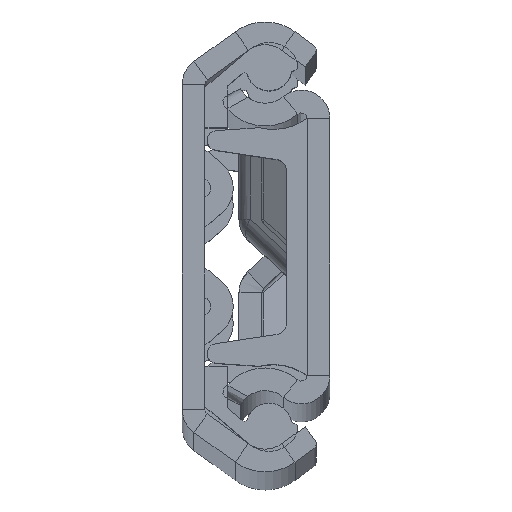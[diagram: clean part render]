
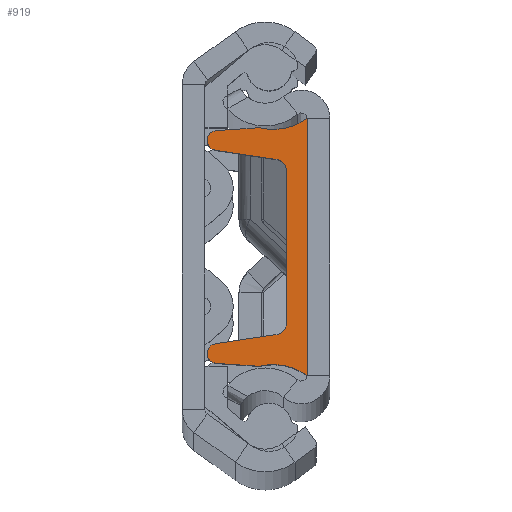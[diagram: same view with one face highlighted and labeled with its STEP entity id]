
A CAD part, top view. The second image highlights one B-rep face of the part: STEP entity #919.
In plain terms, the highlighted face is planar.
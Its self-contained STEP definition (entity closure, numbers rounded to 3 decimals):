
#71 = CARTESIAN_POINT ( 'NONE',  ( 6., -6.708, 2.8 ) ) ;
#132 = EDGE_CURVE ( 'NONE', #6371, #6342, #6176, .T. ) ;
#162 = AXIS2_PLACEMENT_3D ( 'NONE', #3884, #5378, #9424 ) ;
#258 = LINE ( 'NONE', #6805, #5397 ) ;
#440 = ORIENTED_EDGE ( 'NONE', *, *, #6335, .F. ) ;
#776 = EDGE_CURVE ( 'NONE', #4398, #5411, #8880, .T. ) ;
#794 = EDGE_LOOP ( 'NONE', ( #5045, #9628, #9286, #440, #5280, #8251, #2599, #948, #4895, #2144, #8715, #2895, #4848, #1514 ) ) ;
#837 = EDGE_CURVE ( 'NONE', #5544, #7894, #10213, .T. ) ;
#865 = EDGE_CURVE ( 'NONE', #5411, #8388, #7372, .T. ) ;
#902 = DIRECTION ( 'NONE',  ( 1., 0., 0. ) ) ;
#919 = ADVANCED_FACE ( 'NONE', ( #4711 ), #9601, .T. ) ;
#948 = ORIENTED_EDGE ( 'NONE', *, *, #1170, .T. ) ;
#1050 = EDGE_CURVE ( 'NONE', #4478, #5723, #5052, .T. ) ;
#1131 = AXIS2_PLACEMENT_3D ( 'NONE', #6053, #4511, #2924 ) ;
#1170 = EDGE_CURVE ( 'NONE', #8063, #4398, #9527, .T. ) ;
#1308 = CARTESIAN_POINT ( 'NONE',  ( 6., 10.734, 0.718 ) ) ;
#1380 = EDGE_CURVE ( 'NONE', #8388, #5723, #258, .T. ) ;
#1439 = VECTOR ( 'NONE', #9476, 1000. ) ;
#1464 = AXIS2_PLACEMENT_3D ( 'NONE', #5116, #8319, #4301 ) ;
#1514 = ORIENTED_EDGE ( 'NONE', *, *, #4470, .F. ) ;
#1997 = DIRECTION ( 'NONE',  ( 0., 0.067, 0.998 ) ) ;
#2060 = DIRECTION ( 'NONE',  ( 0., 0.149, -0.989 ) ) ;
#2144 = ORIENTED_EDGE ( 'NONE', *, *, #865, .T. ) ;
#2305 = CARTESIAN_POINT ( 'NONE',  ( 6., -8.51, 8.055 ) ) ;
#2331 = CARTESIAN_POINT ( 'NONE',  ( 6., -9.375, 8.8 ) ) ;
#2539 = CARTESIAN_POINT ( 'NONE',  ( 6., 7.697, 2.651 ) ) ;
#2599 = ORIENTED_EDGE ( 'NONE', *, *, #9296, .F. ) ;
#2612 = CARTESIAN_POINT ( 'NONE',  ( 6., 10.5, 4.216 ) ) ;
#2808 = AXIS2_PLACEMENT_3D ( 'NONE', #6210, #5362, #2973 ) ;
#2842 = CARTESIAN_POINT ( 'NONE',  ( 6., -10.734, 0.718 ) ) ;
#2895 = ORIENTED_EDGE ( 'NONE', *, *, #1050, .F. ) ;
#2924 = DIRECTION ( 'NONE',  ( 0., 0., -1. ) ) ;
#2954 = DIRECTION ( 'NONE',  ( 1., 0., 0. ) ) ;
#2973 = DIRECTION ( 'NONE',  ( 0., 0., -1. ) ) ;
#3229 = DIRECTION ( 'NONE',  ( 0., 0., -1. ) ) ;
#3274 = VECTOR ( 'NONE', #2060, 1000. ) ;
#3308 = CARTESIAN_POINT ( 'NONE',  ( 6., -10.248, 7.983 ) ) ;
#3334 = CARTESIAN_POINT ( 'NONE',  ( 6., 6.708, 1.8 ) ) ;
#3628 = VECTOR ( 'NONE', #9376, 1000. ) ;
#3757 = CARTESIAN_POINT ( 'NONE',  ( 6., 15.35, 3. ) ) ;
#3841 = CARTESIAN_POINT ( 'NONE',  ( 6., 11.35, 0. ) ) ;
#3884 = CARTESIAN_POINT ( 'NONE',  ( 6., 6.708, 2.8 ) ) ;
#3905 = DIRECTION ( 'NONE',  ( 0., 0., -1. ) ) ;
#4301 = DIRECTION ( 'NONE',  ( 0., 0., -1. ) ) ;
#4398 = VERTEX_POINT ( 'NONE', #9456 ) ;
#4445 = CARTESIAN_POINT ( 'NONE',  ( 6., 8.51, 8.055 ) ) ;
#4470 = EDGE_CURVE ( 'NONE', #7858, #8994, #5991, .T. ) ;
#4478 = VERTEX_POINT ( 'NONE', #3334 ) ;
#4511 = DIRECTION ( 'NONE',  ( 1., 0., 0. ) ) ;
#4639 = CARTESIAN_POINT ( 'NONE',  ( 6., -6.708, 1.8 ) ) ;
#4642 = DIRECTION ( 'NONE',  ( 0., -0.067, 0.998 ) ) ;
#4711 = FACE_OUTER_BOUND ( 'NONE', #794, .T. ) ;
#4813 = DIRECTION ( 'NONE',  ( 0., 0., -1. ) ) ;
#4848 = ORIENTED_EDGE ( 'NONE', *, *, #9618, .T. ) ;
#4895 = ORIENTED_EDGE ( 'NONE', *, *, #776, .T. ) ;
#4974 = CIRCLE ( 'NONE', #5149, 5. ) ;
#5045 = ORIENTED_EDGE ( 'NONE', *, *, #9228, .F. ) ;
#5052 = CIRCLE ( 'NONE', #162, 1. ) ;
#5064 = VECTOR ( 'NONE', #4642, 1000. ) ;
#5116 = CARTESIAN_POINT ( 'NONE',  ( 6., 9.375, 7.925 ) ) ;
#5149 = AXIS2_PLACEMENT_3D ( 'NONE', #3757, #2954, #7712 ) ;
#5191 = EDGE_CURVE ( 'NONE', #8847, #5544, #5717, .T. ) ;
#5280 = ORIENTED_EDGE ( 'NONE', *, *, #8857, .F. ) ;
#5362 = DIRECTION ( 'NONE',  ( 1., 0., 0. ) ) ;
#5378 = DIRECTION ( 'NONE',  ( 1., 0., 0. ) ) ;
#5397 = VECTOR ( 'NONE', #7636, 1000. ) ;
#5411 = VERTEX_POINT ( 'NONE', #6898 ) ;
#5544 = VERTEX_POINT ( 'NONE', #2331 ) ;
#5591 = DIRECTION ( 'NONE',  ( 0., 0., -1. ) ) ;
#5700 = VERTEX_POINT ( 'NONE', #8153 ) ;
#5717 = CIRCLE ( 'NONE', #8569, 0.875 ) ;
#5723 = VERTEX_POINT ( 'NONE', #2539 ) ;
#5873 = CARTESIAN_POINT ( 'NONE',  ( 6., -11.35, 0. ) ) ;
#5991 = CIRCLE ( 'NONE', #8500, 1. ) ;
#6053 = CARTESIAN_POINT ( 'NONE',  ( 6., -9.375, 7.925 ) ) ;
#6088 = LINE ( 'NONE', #9287, #3274 ) ;
#6176 = LINE ( 'NONE', #10214, #3628 ) ;
#6210 = CARTESIAN_POINT ( 'NONE',  ( 6., 9.375, 7.925 ) ) ;
#6235 = AXIS2_PLACEMENT_3D ( 'NONE', #8822, #7924, #3905 ) ;
#6335 = EDGE_CURVE ( 'NONE', #5700, #7894, #9131, .T. ) ;
#6342 = VERTEX_POINT ( 'NONE', #5873 ) ;
#6371 = VERTEX_POINT ( 'NONE', #3841 ) ;
#6500 = CARTESIAN_POINT ( 'NONE',  ( 6., -7.697, 2.651 ) ) ;
#6578 = DIRECTION ( 'NONE',  ( 1., 0., 0. ) ) ;
#6805 = CARTESIAN_POINT ( 'NONE',  ( 6., 7.136, -1.074 ) ) ;
#6898 = CARTESIAN_POINT ( 'NONE',  ( 6., 9.375, 8.8 ) ) ;
#7161 = CARTESIAN_POINT ( 'NONE',  ( 6., -9.375, 7.925 ) ) ;
#7372 = CIRCLE ( 'NONE', #2808, 0.875 ) ;
#7636 = DIRECTION ( 'NONE',  ( 0., -0.149, -0.989 ) ) ;
#7712 = DIRECTION ( 'NONE',  ( 0., 0., -1. ) ) ;
#7858 = VERTEX_POINT ( 'NONE', #6500 ) ;
#7894 = VERTEX_POINT ( 'NONE', #3308 ) ;
#7919 = VECTOR ( 'NONE', #1997, 1000. ) ;
#7924 = DIRECTION ( 'NONE',  ( 1., 0., 0. ) ) ;
#8063 = VERTEX_POINT ( 'NONE', #2612 ) ;
#8153 = CARTESIAN_POINT ( 'NONE',  ( 6., -10.5, 4.216 ) ) ;
#8251 = ORIENTED_EDGE ( 'NONE', *, *, #132, .F. ) ;
#8319 = DIRECTION ( 'NONE',  ( 1., 0., 0. ) ) ;
#8388 = VERTEX_POINT ( 'NONE', #4445 ) ;
#8500 = AXIS2_PLACEMENT_3D ( 'NONE', #71, #6578, #3229 ) ;
#8569 = AXIS2_PLACEMENT_3D ( 'NONE', #7161, #10360, #5591 ) ;
#8715 = ORIENTED_EDGE ( 'NONE', *, *, #1380, .T. ) ;
#8822 = CARTESIAN_POINT ( 'NONE',  ( 6., 0., 0. ) ) ;
#8847 = VERTEX_POINT ( 'NONE', #2305 ) ;
#8857 = EDGE_CURVE ( 'NONE', #6342, #5700, #9668, .T. ) ;
#8880 = CIRCLE ( 'NONE', #1464, 0.875 ) ;
#8994 = VERTEX_POINT ( 'NONE', #4639 ) ;
#9131 = LINE ( 'NONE', #2842, #7919 ) ;
#9228 = EDGE_CURVE ( 'NONE', #8847, #7858, #6088, .T. ) ;
#9286 = ORIENTED_EDGE ( 'NONE', *, *, #837, .T. ) ;
#9287 = CARTESIAN_POINT ( 'NONE',  ( 6., -7.136, -1.074 ) ) ;
#9296 = EDGE_CURVE ( 'NONE', #8063, #6371, #4974, .T. ) ;
#9301 = AXIS2_PLACEMENT_3D ( 'NONE', #9650, #902, #4813 ) ;
#9376 = DIRECTION ( 'NONE',  ( 0., -1., 0. ) ) ;
#9424 = DIRECTION ( 'NONE',  ( 0., 0., -1. ) ) ;
#9456 = CARTESIAN_POINT ( 'NONE',  ( 6., 10.248, 7.983 ) ) ;
#9476 = DIRECTION ( 'NONE',  ( 0., -1., 0. ) ) ;
#9527 = LINE ( 'NONE', #1308, #5064 ) ;
#9601 = PLANE ( 'NONE',  #6235 ) ;
#9618 = EDGE_CURVE ( 'NONE', #4478, #8994, #10161, .T. ) ;
#9628 = ORIENTED_EDGE ( 'NONE', *, *, #5191, .T. ) ;
#9650 = CARTESIAN_POINT ( 'NONE',  ( 6., -15.35, 3. ) ) ;
#9668 = CIRCLE ( 'NONE', #9301, 5. ) ;
#10107 = CARTESIAN_POINT ( 'NONE',  ( 6., 0., 1.8 ) ) ;
#10161 = LINE ( 'NONE', #10107, #1439 ) ;
#10213 = CIRCLE ( 'NONE', #1131, 0.875 ) ;
#10214 = CARTESIAN_POINT ( 'NONE',  ( 6., 0., 0. ) ) ;
#10360 = DIRECTION ( 'NONE',  ( 1., 0., 0. ) ) ;
